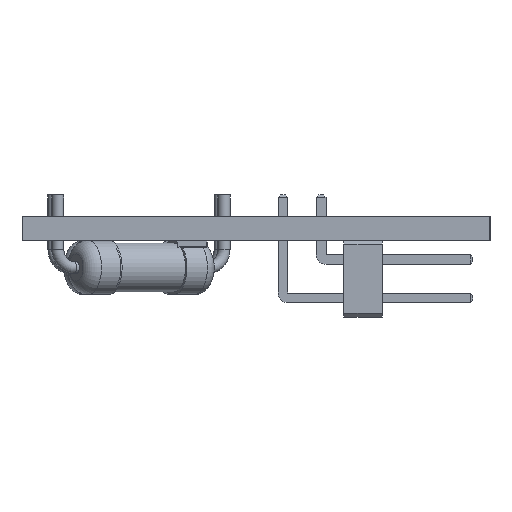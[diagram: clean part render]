
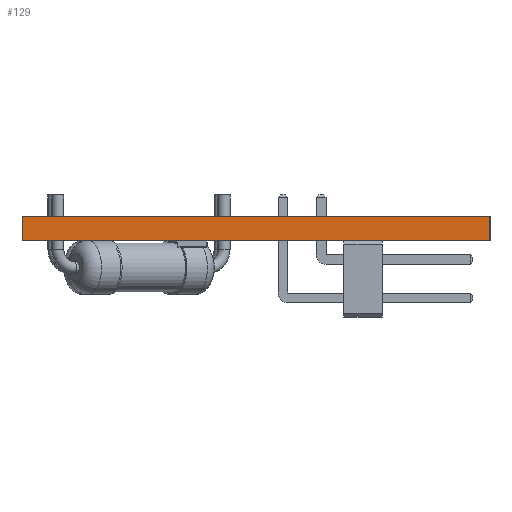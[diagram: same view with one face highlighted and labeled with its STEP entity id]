
A CAD part, left-side view. The second image highlights one B-rep face of the part: STEP entity #129.
In plain terms, the highlighted planar face has unit normal (-1, 0, 0).
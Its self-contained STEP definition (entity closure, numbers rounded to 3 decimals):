
#93 = EDGE_CURVE('',#94,#96,#98,.T.);
#94 = VERTEX_POINT('',#95);
#95 = CARTESIAN_POINT('',(113.159,-78.74,0.));
#96 = VERTEX_POINT('',#97);
#97 = CARTESIAN_POINT('',(113.159,-78.74,-1.6));
#98 = LINE('',#99,#100);
#99 = CARTESIAN_POINT('',(113.159,-78.74,0.));
#100 = VECTOR('',#101,1.);
#101 = DIRECTION('',(0.,0.,-1.));
#129 = ADVANCED_FACE('',(#130),#155,.F.);
#130 = FACE_BOUND('',#131,.F.);
#131 = EDGE_LOOP('',(#132,#142,#148,#149));
#132 = ORIENTED_EDGE('',*,*,#133,.T.);
#133 = EDGE_CURVE('',#134,#136,#138,.T.);
#134 = VERTEX_POINT('',#135);
#135 = CARTESIAN_POINT('',(113.159,-109.728,0.));
#136 = VERTEX_POINT('',#137);
#137 = CARTESIAN_POINT('',(113.159,-109.728,-1.6));
#138 = LINE('',#139,#140);
#139 = CARTESIAN_POINT('',(113.159,-109.728,0.));
#140 = VECTOR('',#141,1.);
#141 = DIRECTION('',(0.,0.,-1.));
#142 = ORIENTED_EDGE('',*,*,#143,.T.);
#143 = EDGE_CURVE('',#136,#96,#144,.T.);
#144 = LINE('',#145,#146);
#145 = CARTESIAN_POINT('',(113.159,-109.728,-1.6));
#146 = VECTOR('',#147,1.);
#147 = DIRECTION('',(0.,1.,0.));
#148 = ORIENTED_EDGE('',*,*,#93,.F.);
#149 = ORIENTED_EDGE('',*,*,#150,.F.);
#150 = EDGE_CURVE('',#134,#94,#151,.T.);
#151 = LINE('',#152,#153);
#152 = CARTESIAN_POINT('',(113.159,-109.728,0.));
#153 = VECTOR('',#154,1.);
#154 = DIRECTION('',(0.,1.,0.));
#155 = PLANE('',#156);
#156 = AXIS2_PLACEMENT_3D('',#157,#158,#159);
#157 = CARTESIAN_POINT('',(113.159,-109.728,0.));
#158 = DIRECTION('',(1.,-0.,0.));
#159 = DIRECTION('',(0.,1.,0.));
